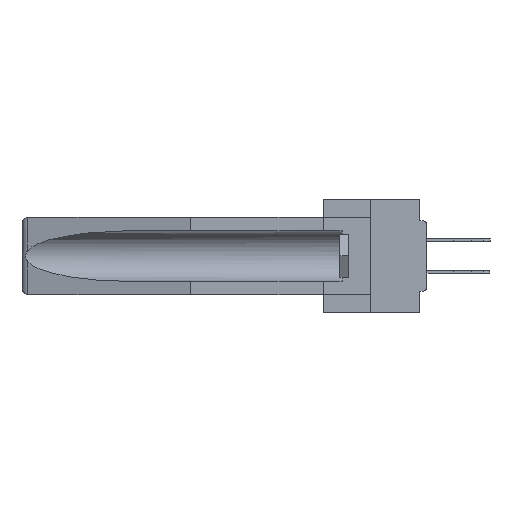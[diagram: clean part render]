
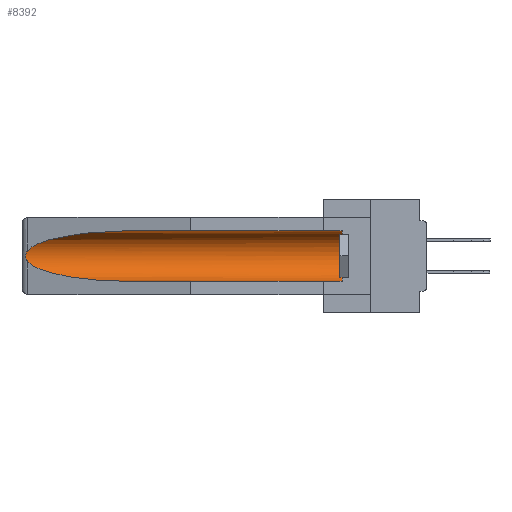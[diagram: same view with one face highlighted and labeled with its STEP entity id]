
A CAD part, left-side view. The second image highlights one B-rep face of the part: STEP entity #8392.
In plain terms, the highlighted cylindrical face has radius 2.857 mm (diameter 5.715 mm), a partial arc.
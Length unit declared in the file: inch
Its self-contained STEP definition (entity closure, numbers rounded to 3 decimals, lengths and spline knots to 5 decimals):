
#420 = ORIENTED_EDGE ( 'NONE', *, *, #12970, .F. ) ;
#2500 = CARTESIAN_POINT ( 'NONE',  ( 0.25451, 1.48313, -0.09465 ) ) ;
#2810 = EDGE_CURVE ( 'NONE', #19868, #21160, #29168, .T. ) ;
#2932 = CARTESIAN_POINT ( 'NONE',  ( 0.26537, 1.52718, -0.19328 ) ) ;
#3663 = AXIS2_PLACEMENT_3D ( 'NONE', #31974, #34689, #17363 ) ;
#4008 = FACE_OUTER_BOUND ( 'NONE', #36238, .T. ) ;
#4272 = ORIENTED_EDGE ( 'NONE', *, *, #33900, .T. ) ;
#5483 = CARTESIAN_POINT ( 'NONE',  ( 0.155, 1.07973, -0.059 ) ) ;
#7328 = CIRCLE ( 'NONE', #3663, 0.1125 ) ;
#7902 = CARTESIAN_POINT ( 'NONE',  ( 0.2673, 1.53269, -0.17917 ) ) ;
#7913 = ORIENTED_EDGE ( 'NONE', *, *, #36826, .T. ) ;
#8116 = EDGE_CURVE ( 'NONE', #29615, #22857, #25518, .T. ) ;
#8392 = ADVANCED_FACE ( 'NONE', ( #4008 ), #18368, .F. ) ;
#8425 = EDGE_CURVE ( 'NONE', #21160, #19227, #27924, .T. ) ;
#8910 = LINE ( 'NONE', #36056, #25081 ) ;
#9304 = VECTOR ( 'NONE', #31723, 39.37008 ) ;
#9426 = ORIENTED_EDGE ( 'NONE', *, *, #8425, .T. ) ;
#10870 = CARTESIAN_POINT ( 'NONE',  ( 0.26655, 1.53094, -0.18657 ) ) ;
#12970 = EDGE_CURVE ( 'NONE', #21639, #22857, #8910, .T. ) ;
#13552 = CARTESIAN_POINT ( 'NONE',  ( 0.2675, 1.53308, -0.17534 ) ) ;
#13755 = ORIENTED_EDGE ( 'NONE', *, *, #2810, .T. ) ;
#14261 = CARTESIAN_POINT ( 'NONE',  ( 0.155, 1.07973, -0.059 ) ) ;
#15618 = CARTESIAN_POINT ( 'NONE',  ( 0.155, 1.07973, -0.284 ) ) ;
#16094 = CARTESIAN_POINT ( 'NONE',  ( 0.26537, 1.52718, -0.14972 ) ) ;
#17103 = CARTESIAN_POINT ( 'NONE',  ( 0.21114, 1.30732, -0.059 ) ) ;
#17156 = CARTESIAN_POINT ( 'NONE',  ( 0.155, 0.126, -0.284 ) ) ;
#17363 = DIRECTION ( 'NONE',  ( 0., 0., 1. ) ) ;
#17411 = CARTESIAN_POINT ( 'NONE',  ( 0.155, 1.07973, -0.284 ) ) ;
#17801 = CARTESIAN_POINT ( 'NONE',  ( 0.21114, 1.30732, -0.284 ) ) ;
#18343 = DIRECTION ( 'NONE',  ( 0., 1., 0. ) ) ;
#18368 = CYLINDRICAL_SURFACE ( 'NONE', #25968, 0.1125 ) ;
#18473 = CARTESIAN_POINT ( 'NONE',  ( 0.26537, 1.52718, -0.19328 ) ) ;
#19227 = VERTEX_POINT ( 'NONE', #16094 ) ;
#19594 = CARTESIAN_POINT ( 'NONE',  ( 0.155, -0.30754, -0.059 ) ) ;
#19777 = CARTESIAN_POINT ( 'NONE',  ( 0.2675, 1.53308, -0.16763 ) ) ;
#19868 = VERTEX_POINT ( 'NONE', #25349 ) ;
#19900 = CARTESIAN_POINT ( 'NONE',  ( 0.26537, 1.52718, -0.14972 ) ) ;
#21160 = VERTEX_POINT ( 'NONE', #5483 ) ;
#21639 = VERTEX_POINT ( 'NONE', #17156 ) ;
#22857 = VERTEX_POINT ( 'NONE', #15618 ) ;
#23169 = CARTESIAN_POINT ( 'NONE',  ( 0.26537, 1.52718, -0.14972 ) ) ;
#25081 = VECTOR ( 'NONE', #18343, 39.37008 ) ;
#25349 = CARTESIAN_POINT ( 'NONE',  ( 0.155, 0.126, -0.059 ) ) ;
#25518 =( BOUNDED_CURVE ( )  B_SPLINE_CURVE ( 3, ( #2932, #35258, #17801, #17411 ),
 .UNSPECIFIED., .F., .F. ) 
 B_SPLINE_CURVE_WITH_KNOTS ( ( 4, 4 ),
 ( 0.1948, 1.5708 ),
 .UNSPECIFIED. ) 
 CURVE ( )  GEOMETRIC_REPRESENTATION_ITEM ( )  RATIONAL_B_SPLINE_CURVE ( ( 1., 0.848, 0.848, 1. ) ) 
 REPRESENTATION_ITEM ( '' )  );
#25643 = DIRECTION ( 'NONE',  ( 0., 0., 1. ) ) ;
#25710 = CARTESIAN_POINT ( 'NONE',  ( 0.2673, 1.5327, -0.16383 ) ) ;
#25968 = AXIS2_PLACEMENT_3D ( 'NONE', #28745, #37555, #25643 ) ;
#27924 =( BOUNDED_CURVE ( )  B_SPLINE_CURVE ( 3, ( #14261, #17103, #2500, #23169 ),
 .UNSPECIFIED., .F., .F. ) 
 B_SPLINE_CURVE_WITH_KNOTS ( ( 4, 4 ),
 ( 4.71239, 6.08839 ),
 .UNSPECIFIED. ) 
 CURVE ( )  GEOMETRIC_REPRESENTATION_ITEM ( )  RATIONAL_B_SPLINE_CURVE ( ( 1., 0.848, 0.848, 1. ) ) 
 REPRESENTATION_ITEM ( '' )  );
#28562 = CARTESIAN_POINT ( 'NONE',  ( 0.26597, 1.5296, -0.19026 ) ) ;
#28687 = CARTESIAN_POINT ( 'NONE',  ( 0.26537, 1.52718, -0.19328 ) ) ;
#28745 = CARTESIAN_POINT ( 'NONE',  ( 0.155, -0.30754, -0.1715 ) ) ;
#29168 = LINE ( 'NONE', #19594, #9304 ) ;
#29615 = VERTEX_POINT ( 'NONE', #18473 ) ;
#29638 = B_SPLINE_CURVE_WITH_KNOTS ( 'NONE', 3,
 ( #19900, #31148, #34372, #25710, #19777, #13552, #7902, #10870, #28562, #28687 ),
 .UNSPECIFIED., .F., .F.,
 ( 4, 2, 2, 2, 4 ),
 ( 0., 0.00029, 0.00058, 0.00087, 0.00117 ),
 .UNSPECIFIED. ) ;
#31148 = CARTESIAN_POINT ( 'NONE',  ( 0.26597, 1.52961, -0.15275 ) ) ;
#31723 = DIRECTION ( 'NONE',  ( 0., 1., 0. ) ) ;
#31974 = CARTESIAN_POINT ( 'NONE',  ( 0.155, 0.126, -0.1715 ) ) ;
#32098 = ORIENTED_EDGE ( 'NONE', *, *, #8116, .T. ) ;
#33900 = EDGE_CURVE ( 'NONE', #19227, #29615, #29638, .T. ) ;
#34372 = CARTESIAN_POINT ( 'NONE',  ( 0.26654, 1.53092, -0.15636 ) ) ;
#34689 = DIRECTION ( 'NONE',  ( 0., -1., 0. ) ) ;
#35258 = CARTESIAN_POINT ( 'NONE',  ( 0.25451, 1.48313, -0.24835 ) ) ;
#36056 = CARTESIAN_POINT ( 'NONE',  ( 0.155, -0.30754, -0.284 ) ) ;
#36238 = EDGE_LOOP ( 'NONE', ( #9426, #4272, #32098, #420, #7913, #13755 ) ) ;
#36826 = EDGE_CURVE ( 'NONE', #21639, #19868, #7328, .T. ) ;
#37555 = DIRECTION ( 'NONE',  ( 0., 1., 0. ) ) ;
